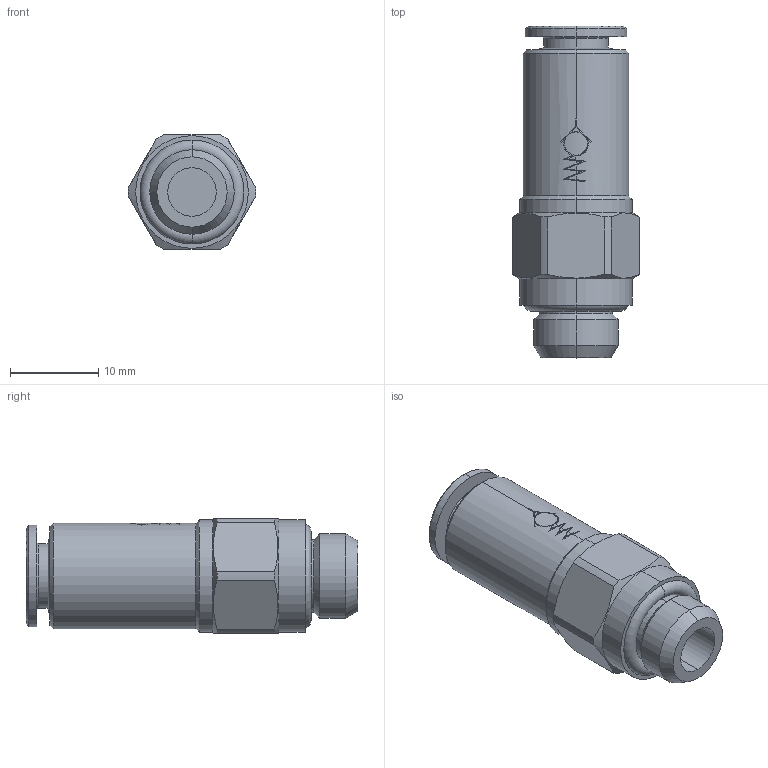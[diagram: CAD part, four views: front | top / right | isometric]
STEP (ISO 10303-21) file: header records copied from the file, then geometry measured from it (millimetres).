
FILE_DESCRIPTION (( 'STEP AP203' ), '1' );
FILE_NAME ('04230031.STEP', '2010-03-31T07:20:55', ( '' ), ( 'sopra-pneumatic' ), 'SwSTEP 2.0', 'SolidWorks 2009', '' );
FILE_SCHEMA (( 'CONFIG_CONTROL_DESIGN' ));
Length unit declared in the file: millimetre
Products named in the file (1): 04230031
Bounding box: 14.5 x 37.7 x 13 mm (x, y, z)
Volume: 3542.9 mm3; surface area: 2239.7 mm2
Topology: 1 solids, 1 shells, 97 faces, 239 edges, 152 vertices
Faces by surface type: cylinder 32, bspline 26, cone 20, plane 17, torus 2
Entity records: 3621 total; most frequent: CARTESIAN_POINT 1475, ORIENTED_EDGE 478, DIRECTION 348, EDGE_CURVE 239, VERTEX_POINT 152, AXIS2_PLACEMENT_3D 143, B_SPLINE_CURVE_WITH_KNOTS 106, EDGE_LOOP 105
